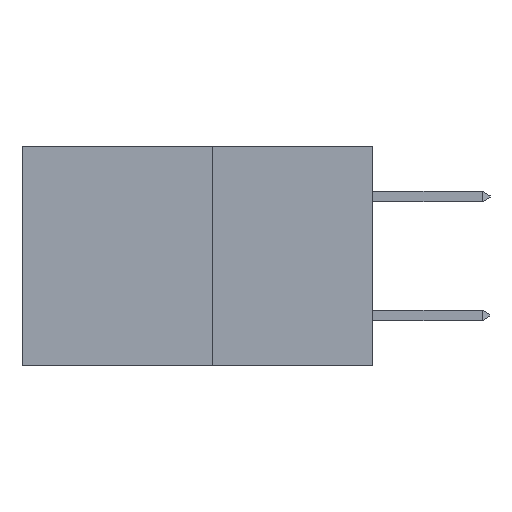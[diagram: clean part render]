
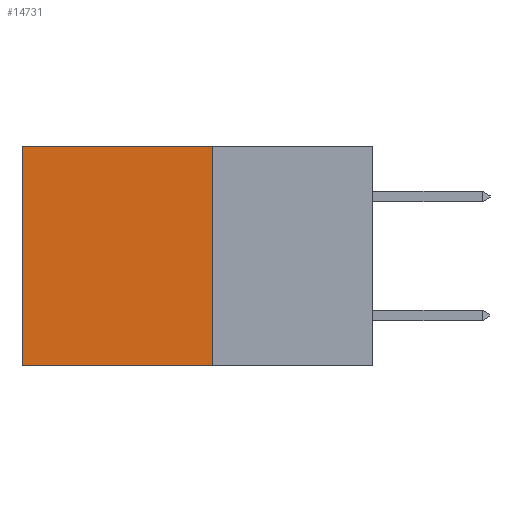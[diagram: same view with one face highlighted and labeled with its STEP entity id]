
A CAD part, left-side view. The second image highlights one B-rep face of the part: STEP entity #14731.
In plain terms, the highlighted planar face has unit normal (-1, 0, 0).
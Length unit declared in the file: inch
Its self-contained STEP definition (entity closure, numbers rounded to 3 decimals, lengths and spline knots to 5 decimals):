
#1 = DIRECTION ( 'NONE',  ( 0., 0., -1. ) ) ;
#94 = VERTEX_POINT ( 'NONE', #6526 ) ;
#1404 = CARTESIAN_POINT ( 'NONE',  ( 0.277, 0.27, -0.37 ) ) ;
#1996 = CARTESIAN_POINT ( 'NONE',  ( 0.277, 0.27, 0. ) ) ;
#2589 = LINE ( 'NONE', #7690, #11068 ) ;
#4309 = EDGE_CURVE ( 'NONE', #22579, #94, #16377, .T. ) ;
#4630 = CARTESIAN_POINT ( 'NONE',  ( 0.277, 0.27, 0. ) ) ;
#4719 = VERTEX_POINT ( 'NONE', #1996 ) ;
#5527 = EDGE_CURVE ( 'NONE', #5791, #94, #2589, .T. ) ;
#5788 = ORIENTED_EDGE ( 'NONE', *, *, #5527, .F. ) ;
#5791 = VERTEX_POINT ( 'NONE', #1404 ) ;
#6478 = LINE ( 'NONE', #16060, #15434 ) ;
#6526 = CARTESIAN_POINT ( 'NONE',  ( 0.277, 0.59, -0.37 ) ) ;
#6841 = LINE ( 'NONE', #4630, #15791 ) ;
#7004 = EDGE_CURVE ( 'NONE', #4719, #22579, #6841, .T. ) ;
#7690 = CARTESIAN_POINT ( 'NONE',  ( 0.277, 0.27, -0.37 ) ) ;
#8357 = PLANE ( 'NONE',  #13020 ) ;
#8420 = DIRECTION ( 'NONE',  ( 0., 0., -1. ) ) ;
#8431 = DIRECTION ( 'NONE',  ( 1., 0., 0. ) ) ;
#8496 = EDGE_CURVE ( 'NONE', #4719, #5791, #6478, .T. ) ;
#8510 = CARTESIAN_POINT ( 'NONE',  ( 0.277, 0.59, -0.37 ) ) ;
#11068 = VECTOR ( 'NONE', #21855, 39.37008 ) ;
#12841 = ORIENTED_EDGE ( 'NONE', *, *, #8496, .F. ) ;
#13020 = AXIS2_PLACEMENT_3D ( 'NONE', #17315, #8431, #20851 ) ;
#14203 = ORIENTED_EDGE ( 'NONE', *, *, #4309, .T. ) ;
#14731 = ADVANCED_FACE ( 'NONE', ( #21689 ), #8357, .F. ) ;
#15356 = DIRECTION ( 'NONE',  ( 0., 1., 0. ) ) ;
#15434 = VECTOR ( 'NONE', #1, 39.37008 ) ;
#15791 = VECTOR ( 'NONE', #15356, 39.37008 ) ;
#16060 = CARTESIAN_POINT ( 'NONE',  ( 0.277, 0.27, -0.37 ) ) ;
#16377 = LINE ( 'NONE', #8510, #21041 ) ;
#17315 = CARTESIAN_POINT ( 'NONE',  ( 0.277, 0.27, -0.37 ) ) ;
#19158 = ORIENTED_EDGE ( 'NONE', *, *, #7004, .T. ) ;
#19885 = CARTESIAN_POINT ( 'NONE',  ( 0.277, 0.59, 0. ) ) ;
#20851 = DIRECTION ( 'NONE',  ( 0., 0., -1. ) ) ;
#21041 = VECTOR ( 'NONE', #8420, 39.37008 ) ;
#21689 = FACE_OUTER_BOUND ( 'NONE', #21826, .T. ) ;
#21826 = EDGE_LOOP ( 'NONE', ( #14203, #5788, #12841, #19158 ) ) ;
#21855 = DIRECTION ( 'NONE',  ( 0., 1., 0. ) ) ;
#22579 = VERTEX_POINT ( 'NONE', #19885 ) ;
